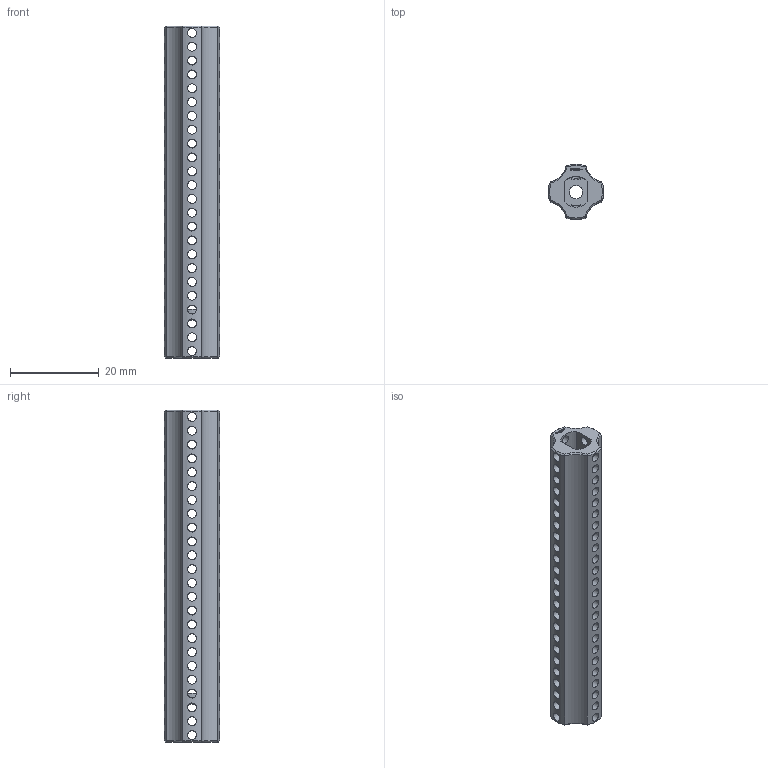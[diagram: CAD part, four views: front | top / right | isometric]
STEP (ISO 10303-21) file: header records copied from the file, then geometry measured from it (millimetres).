
FILE_DESCRIPTION(('FreeCAD Model'),'2;1');
FILE_NAME('Open CASCADE Shape Model','2024-06-16T01:00:17',(''),(''), 'Open CASCADE STEP processor 7.6','FreeCAD','Unknown');
FILE_SCHEMA(('AUTOMOTIVE_DESIGN { 1 0 10303 214 1 1 1 1 }'));
Length unit declared in the file: millimetre
Products named in the file (1): Power-Transmission Hub PLN IDX FXD TTMotor BU06.00 - SPN-PTH-0223 
(stemfie.org)
Bounding box: 12.5 x 12.5 x 75 mm (x, y, z)
Volume: 4613.6 mm3; surface area: 6040.6 mm2
Topology: 1 solids, 1 shells, 618 faces, 1821 edges, 1224 vertices
Faces by surface type: plane 321, extrusion 158, cylinder 117, cone 22
Full cylindrical faces by diameter (mm): 2 x96, 3 x1
Entity records: 29243 total; most frequent: CARTESIAN_POINT 13265, ORIENTED_EDGE 3642, DIRECTION 2493, EDGE_CURVE 1821, VECTOR 1297, VERTEX_POINT 1224, LINE 1139, FACE_BOUND 831
